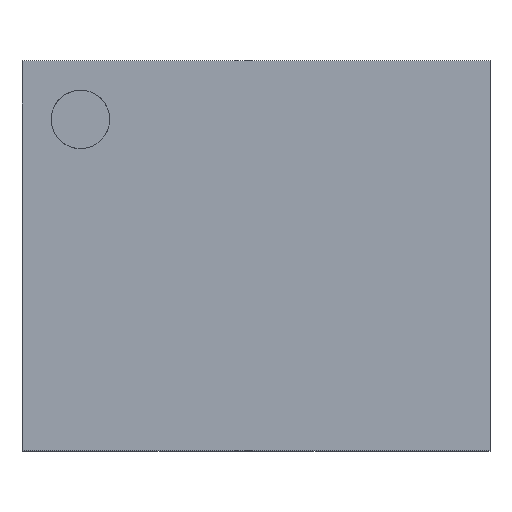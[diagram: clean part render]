
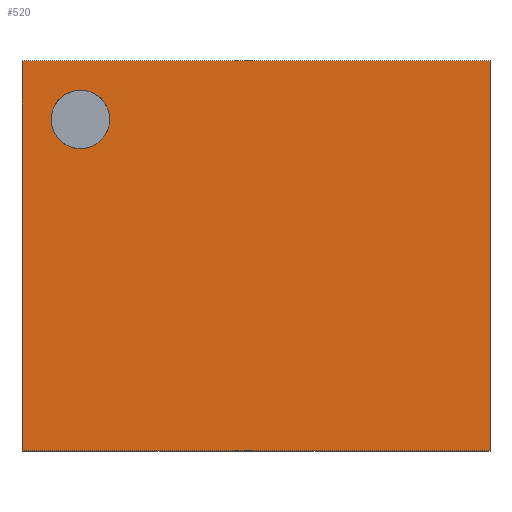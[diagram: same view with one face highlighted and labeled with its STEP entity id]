
A CAD part, top view. The second image highlights one B-rep face of the part: STEP entity #520.
In plain terms, the highlighted planar face has unit normal (0, 0, 1).
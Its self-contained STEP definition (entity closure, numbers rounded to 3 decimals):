
#11=FACE_BOUND('',#933,.T.);
#89=B_SPLINE_CURVE_WITH_KNOTS('',1,(#5022,#5023),.UNSPECIFIED.,.F.,.F.,
(2,2),(0.,3.),.UNSPECIFIED.);
#93=B_SPLINE_CURVE_WITH_KNOTS('',1,(#5030,#5031),.UNSPECIFIED.,.F.,.F.,
(2,2),(3.,5.5),.UNSPECIFIED.);
#96=B_SPLINE_CURVE_WITH_KNOTS('',1,(#5036,#5037),.UNSPECIFIED.,.F.,.F.,
(2,2),(5.5,8.5),.UNSPECIFIED.);
#98=B_SPLINE_CURVE_WITH_KNOTS('',1,(#5040,#5041),.UNSPECIFIED.,.F.,.F.,
(2,2),(8.5,11.),.UNSPECIFIED.);
#520=ADVANCED_FACE('',(#726,#11),#3314,.T.);
#726=FACE_OUTER_BOUND('',#932,.T.);
#932=EDGE_LOOP('',(#1514,#1515,#1516,#1517));
#933=EDGE_LOOP('',(#1518));
#1514=ORIENTED_EDGE('',*,*,#2266,.T.);
#1515=ORIENTED_EDGE('',*,*,#2270,.T.);
#1516=ORIENTED_EDGE('',*,*,#2273,.T.);
#1517=ORIENTED_EDGE('',*,*,#2275,.T.);
#1518=ORIENTED_EDGE('',*,*,#2277,.T.);
#2266=EDGE_CURVE('',#3011,#3010,#89,.T.);
#2270=EDGE_CURVE('',#3010,#3013,#93,.T.);
#2273=EDGE_CURVE('',#3013,#3015,#96,.T.);
#2275=EDGE_CURVE('',#3015,#3011,#98,.T.);
#2277=EDGE_CURVE('',#3016,#3016,#2691,.T.);
#2691=(
BOUNDED_CURVE()
B_SPLINE_CURVE(2,(#5051,#5052,#5053,#5054,#5055,#5056,#5057,#5058,#5059),
 .UNSPECIFIED.,.T.,.F.)
B_SPLINE_CURVE_WITH_KNOTS((3,2,2,2,3),(0.,0.295,0.589,
0.884,1.178),.UNSPECIFIED.)
CURVE()
GEOMETRIC_REPRESENTATION_ITEM()
RATIONAL_B_SPLINE_CURVE((1.,0.707,1.,0.707,1.,0.707,
1.,0.707,1.))
REPRESENTATION_ITEM('')
);
#3010=VERTEX_POINT('',#4848);
#3011=VERTEX_POINT('',#4849);
#3013=VERTEX_POINT('',#4851);
#3015=VERTEX_POINT('',#4853);
#3016=VERTEX_POINT('',#4854);
#3314=PLANE('',#3526);
#3526=AXIS2_PLACEMENT_3D('',#4760,#3735,$);
#3735=DIRECTION('',(0.,0.,1.));
#4760=CARTESIAN_POINT('',(-1.5,-1.25,0.8));
#4848=CARTESIAN_POINT('',(1.5,-1.25,0.8));
#4849=CARTESIAN_POINT('',(-1.5,-1.25,0.8));
#4851=CARTESIAN_POINT('',(1.5,1.25,0.8));
#4853=CARTESIAN_POINT('',(-1.5,1.25,0.8));
#4854=CARTESIAN_POINT('',(-0.938,0.875,0.8));
#5022=CARTESIAN_POINT('',(-1.5,-1.25,0.8));
#5023=CARTESIAN_POINT('',(1.5,-1.25,0.8));
#5030=CARTESIAN_POINT('',(1.5,-1.25,0.8));
#5031=CARTESIAN_POINT('',(1.5,1.25,0.8));
#5036=CARTESIAN_POINT('',(1.5,1.25,0.8));
#5037=CARTESIAN_POINT('',(-1.5,1.25,0.8));
#5040=CARTESIAN_POINT('',(-1.5,1.25,0.8));
#5041=CARTESIAN_POINT('',(-1.5,-1.25,0.8));
#5051=CARTESIAN_POINT('',(-0.938,0.875,0.8));
#5052=CARTESIAN_POINT('',(-0.938,0.688,0.8));
#5053=CARTESIAN_POINT('',(-1.125,0.688,0.8));
#5054=CARTESIAN_POINT('',(-1.313,0.688,0.8));
#5055=CARTESIAN_POINT('',(-1.313,0.875,0.8));
#5056=CARTESIAN_POINT('',(-1.313,1.063,0.8));
#5057=CARTESIAN_POINT('',(-1.125,1.063,0.8));
#5058=CARTESIAN_POINT('',(-0.938,1.063,0.8));
#5059=CARTESIAN_POINT('',(-0.938,0.875,0.8));
